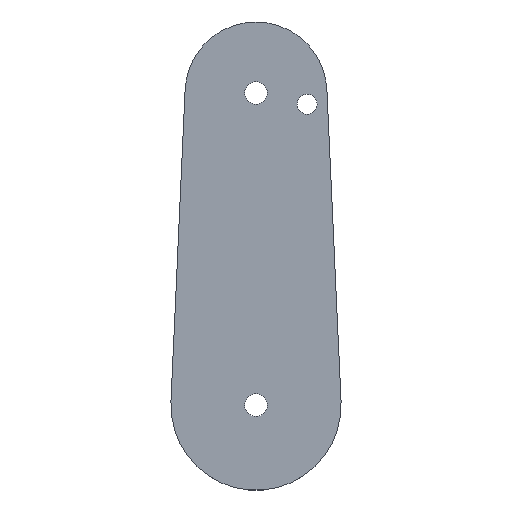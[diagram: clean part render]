
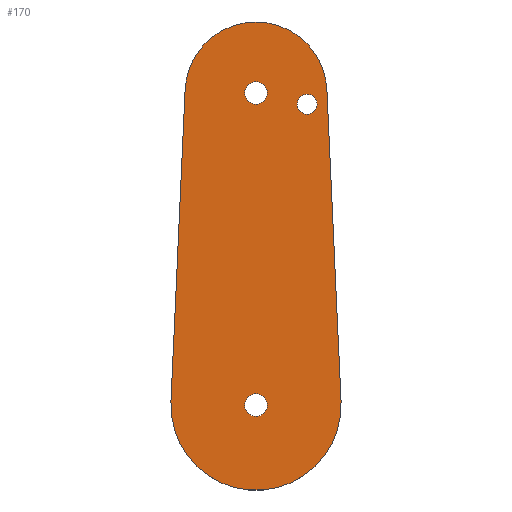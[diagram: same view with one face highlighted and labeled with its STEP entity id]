
A CAD part, top view. The second image highlights one B-rep face of the part: STEP entity #170.
In plain terms, the highlighted planar face has unit normal (0, 0, 1).
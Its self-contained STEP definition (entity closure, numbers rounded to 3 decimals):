
#15=FACE_BOUND('',#42,.T.);
#16=FACE_BOUND('',#43,.T.);
#17=FACE_BOUND('',#44,.T.);
#23=PLANE('',#203);
#32=FACE_OUTER_BOUND('',#41,.T.);
#41=EDGE_LOOP('',(#144,#145,#146,#147));
#42=EDGE_LOOP('',(#148));
#43=EDGE_LOOP('',(#149));
#44=EDGE_LOOP('',(#150));
#54=LINE('',#282,#65);
#58=LINE('',#294,#69);
#65=VECTOR('',#232,10.);
#69=VECTOR('',#244,10.);
#71=CIRCLE('',#187,2.);
#73=CIRCLE('',#190,2.);
#75=CIRCLE('',#193,1.75);
#78=CIRCLE('',#198,15.);
#80=CIRCLE('',#202,12.5);
#81=VERTEX_POINT('',#258);
#83=VERTEX_POINT('',#264);
#85=VERTEX_POINT('',#270);
#89=VERTEX_POINT('',#279);
#90=VERTEX_POINT('',#281);
#92=VERTEX_POINT('',#287);
#94=VERTEX_POINT('',#293);
#95=EDGE_CURVE('',#81,#81,#71,.T.);
#98=EDGE_CURVE('',#83,#83,#73,.T.);
#101=EDGE_CURVE('',#85,#85,#75,.T.);
#106=EDGE_CURVE('',#90,#89,#54,.T.);
#109=EDGE_CURVE('',#92,#90,#78,.T.);
#112=EDGE_CURVE('',#94,#92,#58,.T.);
#115=EDGE_CURVE('',#89,#94,#80,.T.);
#144=ORIENTED_EDGE('',*,*,#115,.T.);
#145=ORIENTED_EDGE('',*,*,#112,.T.);
#146=ORIENTED_EDGE('',*,*,#109,.T.);
#147=ORIENTED_EDGE('',*,*,#106,.T.);
#148=ORIENTED_EDGE('',*,*,#101,.T.);
#149=ORIENTED_EDGE('',*,*,#98,.T.);
#150=ORIENTED_EDGE('',*,*,#95,.T.);
#170=ADVANCED_FACE('',(#32,#15,#16,#17),#23,.T.);
#187=AXIS2_PLACEMENT_3D('',#259,#209,#210);
#190=AXIS2_PLACEMENT_3D('',#265,#216,#217);
#193=AXIS2_PLACEMENT_3D('',#271,#223,#224);
#198=AXIS2_PLACEMENT_3D('',#288,#238,#239);
#202=AXIS2_PLACEMENT_3D('',#298,#250,#251);
#203=AXIS2_PLACEMENT_3D('',#299,#252,#253);
#209=DIRECTION('center_axis',(0.,0.,-1.));
#210=DIRECTION('ref_axis',(1.,0.,0.));
#216=DIRECTION('center_axis',(0.,0.,-1.));
#217=DIRECTION('ref_axis',(1.,0.,0.));
#223=DIRECTION('center_axis',(0.,0.,-1.));
#224=DIRECTION('ref_axis',(1.,0.,0.));
#232=DIRECTION('',(-0.045,0.999,0.));
#238=DIRECTION('center_axis',(0.,0.,1.));
#239=DIRECTION('ref_axis',(1.,0.,0.));
#244=DIRECTION('',(-0.045,-0.999,0.));
#250=DIRECTION('center_axis',(0.,0.,1.));
#251=DIRECTION('ref_axis',(1.,0.,0.));
#252=DIRECTION('center_axis',(0.,0.,1.));
#253=DIRECTION('ref_axis',(1.,0.,0.));
#258=CARTESIAN_POINT('',(-2.,55.,3.));
#259=CARTESIAN_POINT('Origin',(0.,55.,3.));
#264=CARTESIAN_POINT('',(-2.,0.,3.));
#265=CARTESIAN_POINT('Origin',(0.,0.,3.));
#270=CARTESIAN_POINT('',(7.25,53.,3.));
#271=CARTESIAN_POINT('Origin',(9.,53.,3.));
#279=CARTESIAN_POINT('',(12.487,55.568,3.));
#281=CARTESIAN_POINT('',(14.984,0.682,3.));
#282=CARTESIAN_POINT('',(12.487,55.568,3.));
#287=CARTESIAN_POINT('',(-14.984,0.682,3.));
#288=CARTESIAN_POINT('Origin',(0.,0.,3.));
#293=CARTESIAN_POINT('',(-12.487,55.568,3.));
#294=CARTESIAN_POINT('',(-12.487,55.568,3.));
#298=CARTESIAN_POINT('Origin',(0.,55.,3.));
#299=CARTESIAN_POINT('Origin',(0.,26.25,3.));
